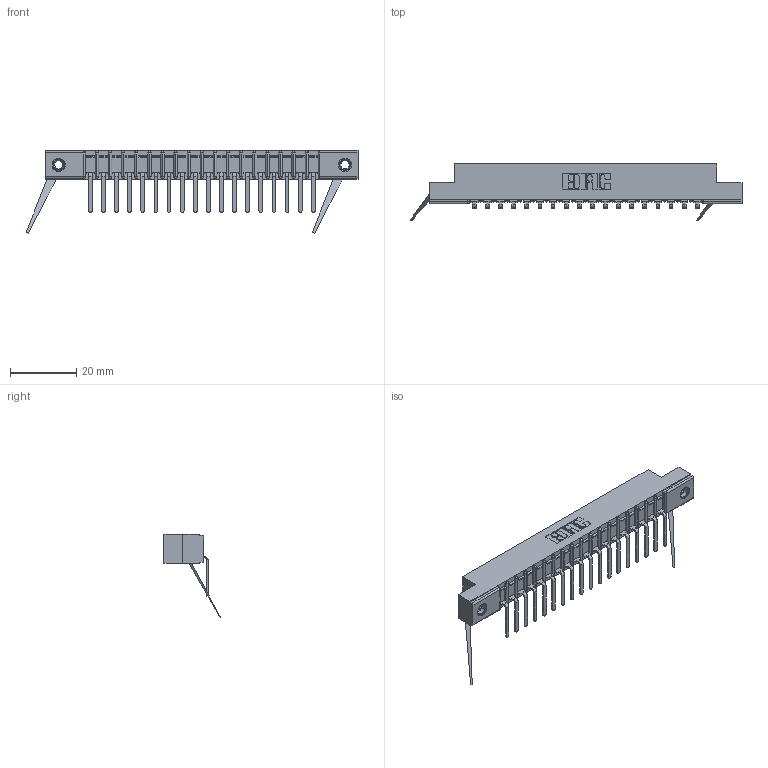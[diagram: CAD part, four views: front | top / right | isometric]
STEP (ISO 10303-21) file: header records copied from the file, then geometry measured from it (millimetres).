
FILE_DESCRIPTION (( 'STEP AP203' ), '1' );
FILE_NAME ('357-018-557-107.STEP', '2018-08-08T05:13:13', ( '' ), ( '' ), 'SwSTEP 2.0', 'SolidWorks 2016', '' );
FILE_SCHEMA (( 'CONFIG_CONTROL_DESIGN' ));
Length unit declared in the file: inch
Products named in the file (4): 307 Part_.156 Dia Mounting Holes; 307-290-002_557; 345-250-001_345-250-005-103; 357-018-557-107
Assembly tree (21 placements, depth 2):
  357-018-557-107
    307 Part_.156 Dia Mounting Holes
    307-290-002_557  x18
    345-250-001_345-250-005-103  x2
Bounding box: 100.27 x 16.94 x 25.09 mm (x, y, z)
Volume: 654.6 mm3; surface area: 11503.4 mm2
Topology: 20 solids, 21 shells, 1601 faces, 4849 edges, 3177 vertices
Faces by surface type: plane 948, cylinder 599, sphere 38, cone 12, torus 4
Entity records: 20429 total; most frequent: CARTESIAN_POINT 3423, ORIENTED_EDGE 3406, DIRECTION 3347, EDGE_CURVE 1703, VECTOR 1291, LINE 1291, VERTEX_POINT 1104, AXIS2_PLACEMENT_3D 1028
